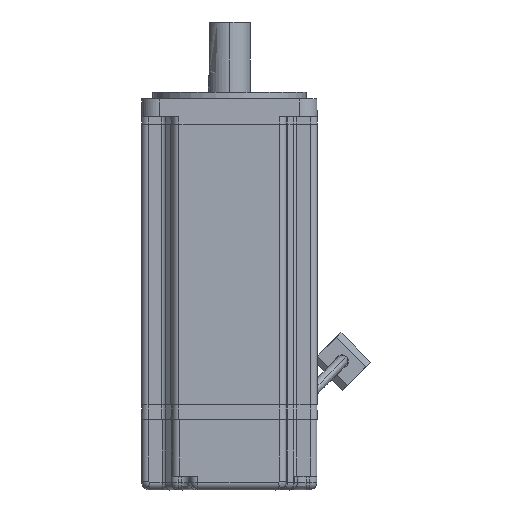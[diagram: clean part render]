
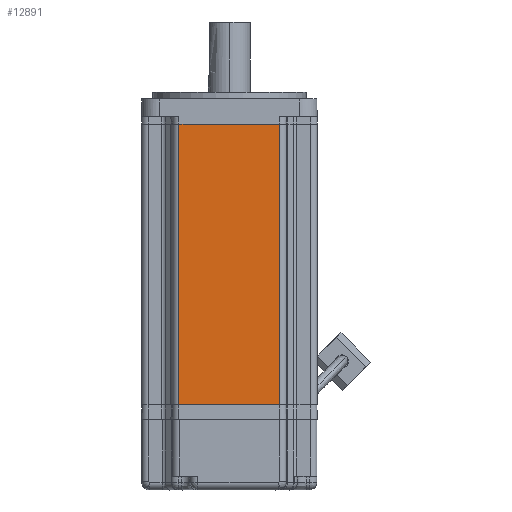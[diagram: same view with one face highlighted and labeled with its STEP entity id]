
A CAD part, left-side view. The second image highlights one B-rep face of the part: STEP entity #12891.
In plain terms, the highlighted free-form (B-spline) face has degree [1, 1] with [2, 2] control points.
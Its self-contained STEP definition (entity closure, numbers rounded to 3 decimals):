
#231=B_SPLINE_CURVE_WITH_KNOTS('',3,(#14978,#14979,#14980,#14981,#14982,
#14983),.UNSPECIFIED.,.F.,.U.,(4,1,1,4),(0.,0.333,0.667,
1.),.UNSPECIFIED.);
#232=B_SPLINE_CURVE_WITH_KNOTS('',3,(#14994,#14995,#14996,#14997,#14998,
#14999),.UNSPECIFIED.,.F.,.U.,(4,1,1,4),(0.,0.333,0.667,
1.),.UNSPECIFIED.);
#2372=VERTEX_POINT('',#14340);
#2373=VERTEX_POINT('',#14342);
#2516=VERTEX_POINT('',#14945);
#2528=VERTEX_POINT('',#14984);
#2530=VERTEX_POINT('',#14993);
#2531=VERTEX_POINT('',#15000);
#3287=VECTOR('',#5275,1.);
#3401=VECTOR('',#5536,1.);
#3402=VECTOR('',#5537,1.);
#3403=VECTOR('',#5538,1.);
#4164=LINE('',#14341,#3287);
#4278=LINE('',#14992,#3401);
#4279=LINE('',#15001,#3402);
#4280=LINE('',#15002,#3403);
#5275=DIRECTION('',(0.,-1.,0.));
#5536=DIRECTION('',(0.,-1.,0.));
#5537=DIRECTION('',(0.,0.,1.));
#5538=DIRECTION('',(0.,0.,1.));
#7355=EDGE_CURVE('',#2373,#2372,#4164,.T.);
#7548=EDGE_CURVE('',#2528,#2516,#231,.T.);
#7551=EDGE_CURVE('',#2530,#2528,#4278,.T.);
#7552=EDGE_CURVE('',#2530,#2531,#232,.T.);
#7553=EDGE_CURVE('',#2373,#2531,#4279,.T.);
#7554=EDGE_CURVE('',#2372,#2516,#4280,.T.);
#9352=ORIENTED_EDGE('',*,*,#7548,.F.);
#9353=ORIENTED_EDGE('',*,*,#7551,.F.);
#9354=ORIENTED_EDGE('',*,*,#7552,.T.);
#9355=ORIENTED_EDGE('',*,*,#7553,.F.);
#9356=ORIENTED_EDGE('',*,*,#7355,.T.);
#9357=ORIENTED_EDGE('',*,*,#7554,.T.);
#11636=EDGE_LOOP('',(#9352,#9353,#9354,#9355,#9356,#9357));
#12269=FACE_BOUND('',#11636,.T.);
#12891=ADVANCED_FACE('',(#12269),#19902,.F.);
#14340=CARTESIAN_POINT('',(-40.,-23.,-142.2));
#14341=CARTESIAN_POINT('',(-40.,23.,-142.2));
#14342=CARTESIAN_POINT('',(-40.,23.,-142.2));
#14945=CARTESIAN_POINT('',(-40.,-22.995,-14.504));
#14978=CARTESIAN_POINT('',(-40.,-22.938,-14.5));
#14979=CARTESIAN_POINT('',(-40.,-22.944,-14.5));
#14980=CARTESIAN_POINT('',(-40.,-22.956,-14.501));
#14981=CARTESIAN_POINT('',(-40.,-22.968,-14.516));
#14982=CARTESIAN_POINT('',(-40.,-22.988,-14.507));
#14983=CARTESIAN_POINT('',(-40.,-22.995,-14.504));
#14984=CARTESIAN_POINT('',(-40.,-22.938,-14.5));
#14988=CARTESIAN_POINT('',(-40.,23.921,-11.946));
#14989=CARTESIAN_POINT('',(-40.,23.921,-144.754));
#14990=CARTESIAN_POINT('',(-40.,-23.921,-11.946));
#14991=CARTESIAN_POINT('',(-40.,-23.921,-144.754));
#14992=CARTESIAN_POINT('',(-40.,22.938,-14.5));
#14993=CARTESIAN_POINT('',(-40.,22.938,-14.5));
#14994=CARTESIAN_POINT('',(-40.,22.938,-14.5));
#14995=CARTESIAN_POINT('',(-40.,22.944,-14.5));
#14996=CARTESIAN_POINT('',(-40.,22.956,-14.501));
#14997=CARTESIAN_POINT('',(-40.,22.968,-14.516));
#14998=CARTESIAN_POINT('',(-40.,22.988,-14.507));
#14999=CARTESIAN_POINT('',(-40.,22.995,-14.504));
#15000=CARTESIAN_POINT('',(-40.,22.995,-14.504));
#15001=CARTESIAN_POINT('',(-40.,23.,-142.2));
#15002=CARTESIAN_POINT('',(-40.,-23.,-142.2));
#19902=B_SPLINE_SURFACE_WITH_KNOTS('',1,1,((#14988,#14989),(#14990,#14991)),
 .UNSPECIFIED.,.F.,.F.,.U.,(2,2),(2,2),(-23.921,23.921),
(-66.404,66.404),.UNSPECIFIED.);
